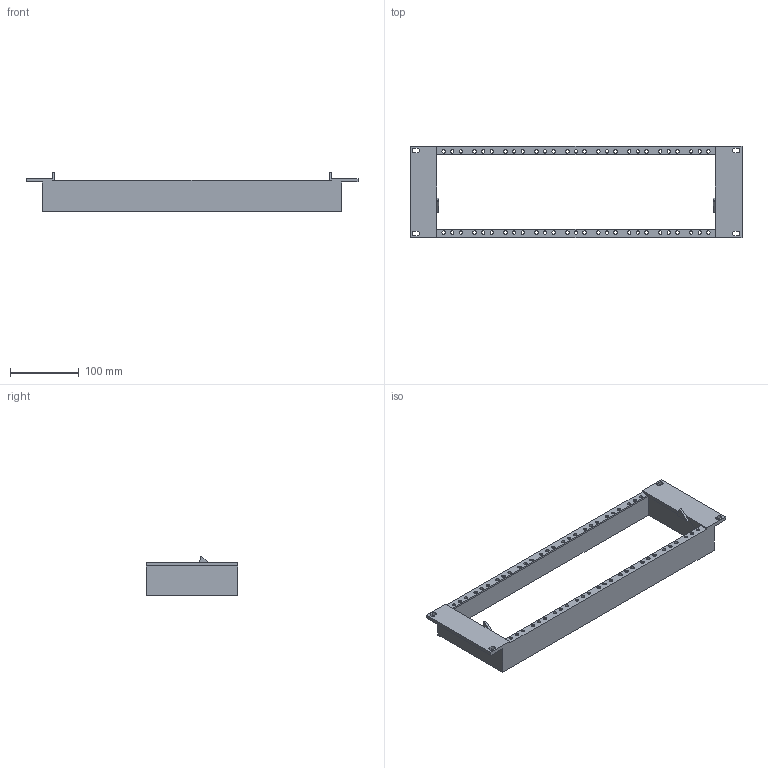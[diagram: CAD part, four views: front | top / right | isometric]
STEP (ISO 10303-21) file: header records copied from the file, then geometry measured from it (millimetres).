
FILE_DESCRIPTION((''),'2;1');
FILE_NAME('D-NZPF3RU','2011-01-26T',('kma'),(''),'PRO/ENGINEER BY PARAMETRIC TECHNOLOGY CORPORATION, 2009220','PRO/ENGINEER BY PARAMETRIC TECHNOLOGY CORPORATION, 2009220','');
FILE_SCHEMA(('AUTOMOTIVE_DESIGN_CC2 { 1 2 10303 214 -1 1 5 2 }'));
Length unit declared in the file: millimetre
Products named in the file (1): D-NZPF3RU
Bounding box: 483 x 133 x 55.9 mm (x, y, z)
Volume: 220616.6 mm3; surface area: 143997.7 mm2
Topology: 1 solids, 1 shells, 166 faces, 488 edges, 324 vertices
Faces by surface type: cylinder 120, plane 46
Entity records: 6099 total; most frequent: DIRECTION 1060, CARTESIAN_POINT 978, ORIENTED_EDGE 976, EDGE_CURVE 488, AXIS2_PLACEMENT_3D 406, VERTEX_POINT 324, EDGE_LOOP 284, VECTOR 248
